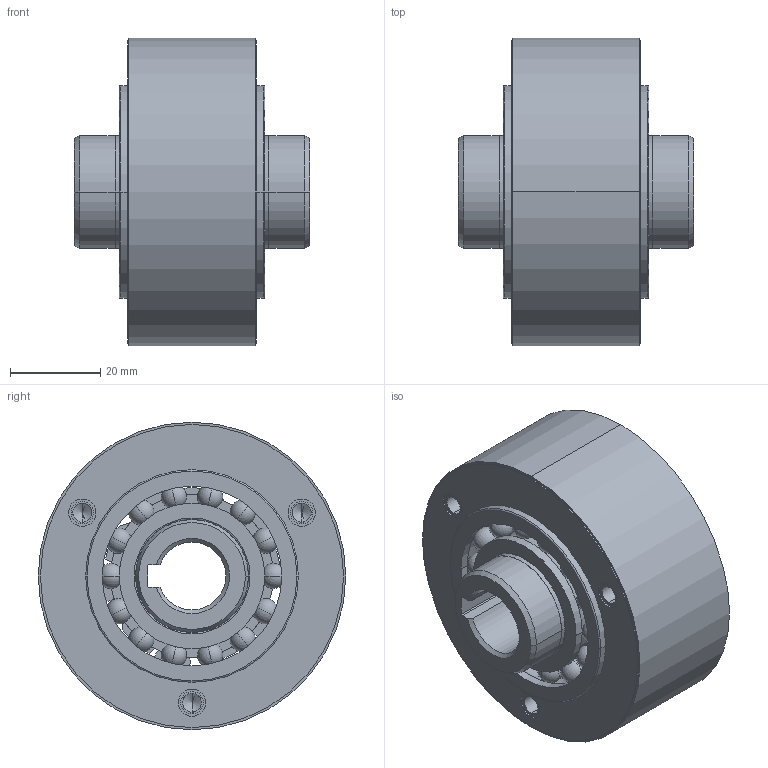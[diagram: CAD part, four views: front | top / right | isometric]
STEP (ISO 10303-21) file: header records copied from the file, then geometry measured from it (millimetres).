
FILE_DESCRIPTION((''),'2;1');
FILE_NAME('_CGS_TEMP_IGS','2023-05-19T',('SYSTEM'),(''),'PRO/ENGINEER BY PARAMETRIC TECHNOLOGY CORPORATION, 2016360','PRO/ENGINEER BY PARAMETRIC TECHNOLOGY CORPORATION, 2016360','');
FILE_SCHEMA(('AUTOMOTIVE_DESIGN { 1 0 10303 214 1 1 1 1 }'));
Length unit declared in the file: inch
Products named in the file (1): _CGS_TEMP_IGS
Bounding box: 52 x 68 x 68 mm (x, y, z)
Volume: 93938.6 mm3; surface area: 34517.9 mm2
Topology: 49 solids, 57 shells, 552 faces, 1373 edges, 814 vertices
Faces by surface type: cylinder 153, plane 133, sphere 84, cone 78, bspline 60, torus 44
Entity records: 25564 total; most frequent: CARTESIAN_POINT 12789, DIRECTION 2829, ORIENTED_EDGE 2434, AXIS2_PLACEMENT_3D 1263, EDGE_CURVE 1229, VERTEX_POINT 814, CIRCLE 770, EDGE_LOOP 613
